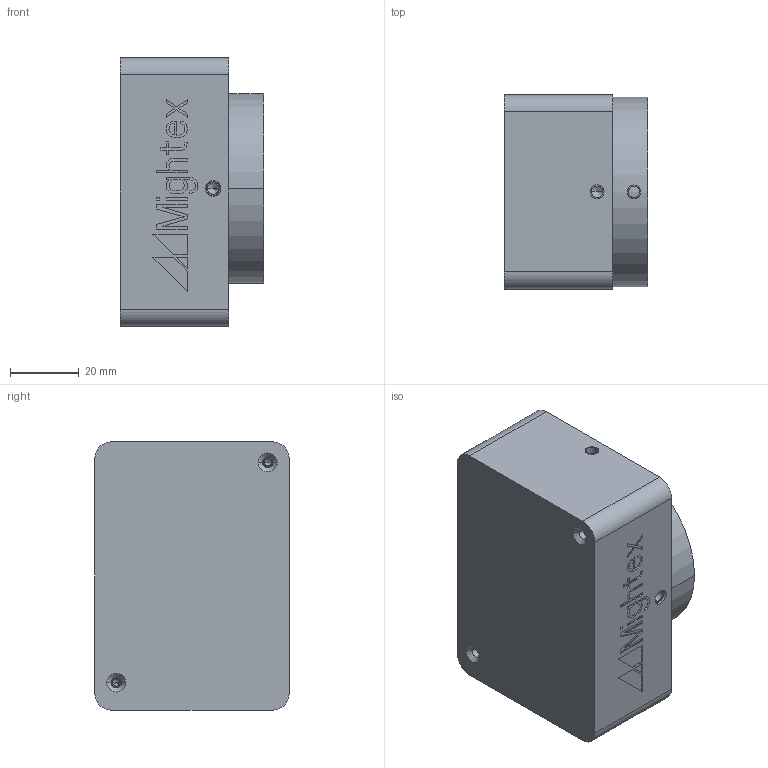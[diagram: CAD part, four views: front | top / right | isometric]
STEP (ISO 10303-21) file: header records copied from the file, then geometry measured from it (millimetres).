
FILE_DESCRIPTION((''),'2;1');
FILE_NAME('100037','2018-02-23T',('zkm'),(''),'PRO/ENGINEER BY PARAMETRIC TECHNOLOGY CORPORATION, 2004110','PRO/ENGINEER BY PARAMETRIC TECHNOLOGY CORPORATION, 2004110','');
FILE_SCHEMA(('CONFIG_CONTROL_DESIGN'));
Length unit declared in the file: millimetre
Products named in the file (1): 100037
Bounding box: 41.7 x 56.5 x 78 mm (x, y, z)
Volume: 80922 mm3; surface area: 38642 mm2
Topology: 1 solids, 20 shells, 493 faces, 1318 edges, 865 vertices
Faces by surface type: plane 335, cylinder 120, cone 38
Entity records: 15263 total; most frequent: CARTESIAN_POINT 2817, DIRECTION 2538, ORIENTED_EDGE 2504, EDGE_CURVE 1288, VECTOR 1002, LINE 1002, VERTEX_POINT 865, AXIS2_PLACEMENT_3D 768
